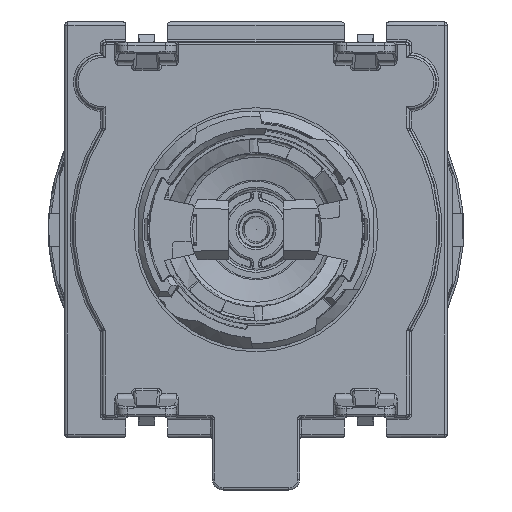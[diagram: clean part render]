
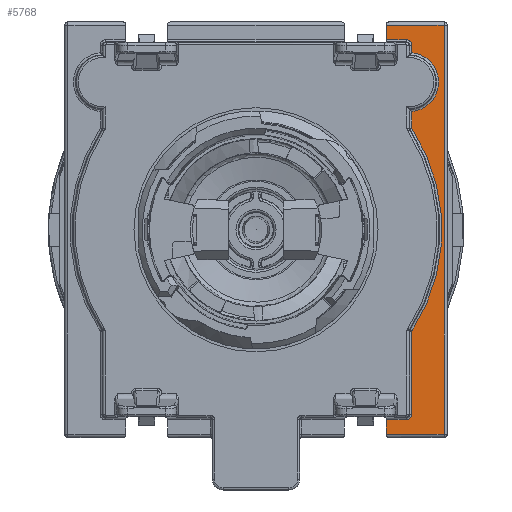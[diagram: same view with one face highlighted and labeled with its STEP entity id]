
A CAD part, front view. The second image highlights one B-rep face of the part: STEP entity #5768.
In plain terms, the highlighted planar face has unit normal (0, -1, 0).
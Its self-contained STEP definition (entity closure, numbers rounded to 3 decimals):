
#991=PLANE('',#31266);
#1975=ELLIPSE('',#31097,0.5,0.5);
#1978=ELLIPSE('',#31106,0.5,0.5);
#2658=LINE('',#46061,#4168);
#2668=LINE('',#46099,#4178);
#2705=LINE('',#46311,#4215);
#2718=LINE('',#46690,#4228);
#2770=LINE('',#47645,#4280);
#2771=LINE('',#47646,#4281);
#2772=LINE('',#47648,#4282);
#2773=LINE('',#47649,#4283);
#2774=LINE('',#47651,#4284);
#2775=LINE('',#47652,#4285);
#4168=VECTOR('',#35084,1.);
#4178=VECTOR('',#35116,1.);
#4215=VECTOR('',#35251,1.);
#4228=VECTOR('',#35412,1.);
#4280=VECTOR('',#35798,1.);
#4281=VECTOR('',#35799,1.);
#4282=VECTOR('',#35800,1.);
#4283=VECTOR('',#35801,1.);
#4284=VECTOR('',#35802,1.);
#4285=VECTOR('',#35803,1.);
#5768=ADVANCED_FACE('',(#7765),#991,.F.);
#7765=FACE_OUTER_BOUND('',#9422,.T.);
#9422=EDGE_LOOP('',(#14975,#14976,#14977,#14978,#14979,#14980,#14981,#14982,
#14983,#14984,#14985,#14986,#14987,#14988,#14989,#14990));
#11054=B_SPLINE_CURVE_WITH_KNOTS('',3,(#47572,#47573,#47574,#47575),
 .UNSPECIFIED.,.F.,.F.,(4,4),(0.,1.),.UNSPECIFIED.);
#14975=ORIENTED_EDGE('',*,*,#25806,.T.);
#14976=ORIENTED_EDGE('',*,*,#25805,.T.);
#14977=ORIENTED_EDGE('',*,*,#25817,.T.);
#14978=ORIENTED_EDGE('',*,*,#25611,.T.);
#14979=ORIENTED_EDGE('',*,*,#25647,.T.);
#14980=ORIENTED_EDGE('',*,*,#25645,.T.);
#14981=ORIENTED_EDGE('',*,*,#25488,.T.);
#14982=ORIENTED_EDGE('',*,*,#25818,.F.);
#14983=ORIENTED_EDGE('',*,*,#25819,.T.);
#14984=ORIENTED_EDGE('',*,*,#25569,.T.);
#14985=ORIENTED_EDGE('',*,*,#25820,.T.);
#14986=ORIENTED_EDGE('',*,*,#25821,.T.);
#14987=ORIENTED_EDGE('',*,*,#25471,.T.);
#14988=ORIENTED_EDGE('',*,*,#25656,.T.);
#14989=ORIENTED_EDGE('',*,*,#25822,.T.);
#14990=ORIENTED_EDGE('',*,*,#25807,.T.);
#22062=VERTEX_POINT('',#46062);
#22063=VERTEX_POINT('',#46063);
#22078=VERTEX_POINT('',#46098);
#22079=VERTEX_POINT('',#46100);
#22134=VERTEX_POINT('',#46306);
#22136=VERTEX_POINT('',#46310);
#22155=VERTEX_POINT('',#46461);
#22160=VERTEX_POINT('',#46568);
#22176=VERTEX_POINT('',#46676);
#22179=VERTEX_POINT('',#46727);
#22250=VERTEX_POINT('',#47570);
#22251=VERTEX_POINT('',#47571);
#22252=VERTEX_POINT('',#47576);
#22253=VERTEX_POINT('',#47578);
#22260=VERTEX_POINT('',#47647);
#22261=VERTEX_POINT('',#47650);
#25471=EDGE_CURVE('',#22062,#22063,#2658,.T.);
#25488=EDGE_CURVE('',#22079,#22078,#2668,.T.);
#25569=EDGE_CURVE('',#22134,#22136,#2705,.T.);
#25611=EDGE_CURVE('',#22160,#22155,#29290,.T.);
#25645=EDGE_CURVE('',#22176,#22079,#1975,.T.);
#25647=EDGE_CURVE('',#22155,#22176,#2718,.T.);
#25656=EDGE_CURVE('',#22063,#22179,#1978,.T.);
#25805=EDGE_CURVE('',#22250,#22251,#29370,.T.);
#25806=EDGE_CURVE('',#22252,#22250,#11054,.T.);
#25807=EDGE_CURVE('',#22253,#22252,#29371,.T.);
#25817=EDGE_CURVE('',#22251,#22160,#2770,.T.);
#25818=EDGE_CURVE('',#22260,#22078,#2771,.T.);
#25819=EDGE_CURVE('',#22260,#22134,#2772,.T.);
#25820=EDGE_CURVE('',#22136,#22261,#2773,.T.);
#25821=EDGE_CURVE('',#22261,#22062,#2774,.T.);
#25822=EDGE_CURVE('',#22179,#22253,#2775,.T.);
#29290=CIRCLE('',#31063,16.999);
#29370=CIRCLE('',#31258,2.697);
#29371=CIRCLE('',#31259,2.697);
#31063=AXIS2_PLACEMENT_3D('',#46567,#35330,#35331);
#31097=AXIS2_PLACEMENT_3D('',#46675,#35408,#35409);
#31106=AXIS2_PLACEMENT_3D('',#46728,#35430,#35431);
#31258=AXIS2_PLACEMENT_3D('',#47569,#35782,#35783);
#31259=AXIS2_PLACEMENT_3D('',#47577,#35784,#35785);
#31266=AXIS2_PLACEMENT_3D('',#47653,#35804,#35805);
#35084=DIRECTION('',(1.,0.,0.));
#35116=DIRECTION('',(-1.,0.,0.));
#35251=DIRECTION('',(0.,0.,1.));
#35330=DIRECTION('',(0.,1.,0.));
#35331=DIRECTION('',(-1.,0.,0.));
#35408=DIRECTION('',(0.,1.,0.));
#35409=DIRECTION('',(0.894,0.,-0.447));
#35412=DIRECTION('',(0.,0.,-1.));
#35430=DIRECTION('',(0.,1.,0.));
#35431=DIRECTION('',(0.894,0.,0.447));
#35782=DIRECTION('',(0.,1.,0.));
#35783=DIRECTION('',(-1.,0.,0.));
#35784=DIRECTION('',(0.,1.,0.));
#35785=DIRECTION('',(-1.,0.,0.));
#35798=DIRECTION('',(0.,0.,-1.));
#35799=DIRECTION('',(0.,0.,1.));
#35800=DIRECTION('',(1.,0.,0.));
#35801=DIRECTION('',(-1.,0.,0.));
#35802=DIRECTION('',(0.,0.,-1.));
#35803=DIRECTION('',(0.,0.,-1.));
#35804=DIRECTION('',(0.,1.,0.));
#35805=DIRECTION('',(-1.,0.,0.));
#46061=CARTESIAN_POINT('',(0.,3.,17.374));
#46062=CARTESIAN_POINT('',(11.928,3.,17.374));
#46063=CARTESIAN_POINT('',(13.749,3.,17.374));
#46098=CARTESIAN_POINT('',(11.928,3.,-17.374));
#46099=CARTESIAN_POINT('',(0.,3.,-17.374));
#46100=CARTESIAN_POINT('',(13.749,3.,-17.374));
#46306=CARTESIAN_POINT('',(17.2,3.,-18.7));
#46310=CARTESIAN_POINT('',(17.2,3.,18.7));
#46311=CARTESIAN_POINT('',(17.2,3.,0.));
#46461=CARTESIAN_POINT('',(14.249,3.,-9.27));
#46567=CARTESIAN_POINT('',(0.,3.,0.));
#46568=CARTESIAN_POINT('',(14.249,3.,9.27));
#46675=CARTESIAN_POINT('',(13.749,3.,-16.874));
#46676=CARTESIAN_POINT('',(14.249,3.,-16.874));
#46690=CARTESIAN_POINT('',(14.249,3.,-16.85));
#46727=CARTESIAN_POINT('',(14.249,3.,16.874));
#46728=CARTESIAN_POINT('',(13.749,3.,16.874));
#47569=CARTESIAN_POINT('',(14.,3.,13.5));
#47570=CARTESIAN_POINT('',(16.376,3.,14.774));
#47571=CARTESIAN_POINT('',(14.249,3.,10.815));
#47572=CARTESIAN_POINT('',(16.292,3.,14.921));
#47573=CARTESIAN_POINT('',(16.326,3.,14.875));
#47574=CARTESIAN_POINT('',(16.354,3.,14.826));
#47575=CARTESIAN_POINT('',(16.376,3.,14.774));
#47576=CARTESIAN_POINT('',(16.292,3.,14.921));
#47577=CARTESIAN_POINT('',(14.,3.,13.5));
#47578=CARTESIAN_POINT('',(14.249,3.,16.185));
#47645=CARTESIAN_POINT('',(14.249,3.,9.211));
#47646=CARTESIAN_POINT('',(11.928,3.,0.));
#47647=CARTESIAN_POINT('',(11.928,3.,-18.7));
#47648=CARTESIAN_POINT('',(0.,3.,-18.7));
#47649=CARTESIAN_POINT('',(0.,3.,18.7));
#47650=CARTESIAN_POINT('',(11.928,3.,18.7));
#47651=CARTESIAN_POINT('',(11.928,3.,0.));
#47652=CARTESIAN_POINT('',(14.249,3.,9.211));
#47653=CARTESIAN_POINT('',(0.,3.,0.));
